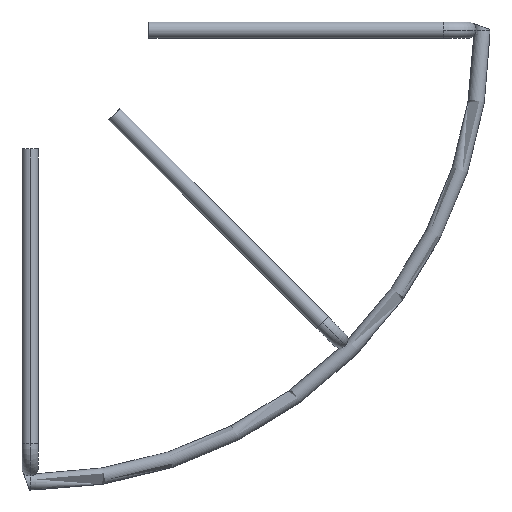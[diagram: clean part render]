
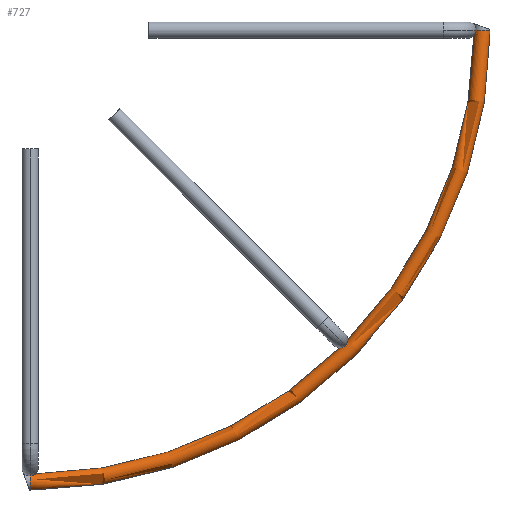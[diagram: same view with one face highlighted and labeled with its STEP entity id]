
A CAD part, front view. The second image highlights one B-rep face of the part: STEP entity #727.
In plain terms, the highlighted toroidal (fillet/blend) face has major radius 106.4 mm and minor radius 1.9 mm.
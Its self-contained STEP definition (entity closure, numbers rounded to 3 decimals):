
#53 = CARTESIAN_POINT ( 'NONE',  ( 104.974, -63.158, -0.357 ) ) ;
#155 = VERTEX_POINT ( 'NONE', #1217 ) ;
#190 = DIRECTION ( 'NONE',  ( 0., 1., 0. ) ) ;
#212 = CARTESIAN_POINT ( 'NONE',  ( 104.814, -62.953, -0.823 ) ) ;
#218 = CARTESIAN_POINT ( 'NONE',  ( 74.639, -63.039, -73.677 ) ) ;
#235 = DIRECTION ( 'NONE',  ( 0., 1., 0. ) ) ;
#296 = EDGE_CURVE ( 'NONE', #1837, #1600, #772, .T. ) ;
#352 = CARTESIAN_POINT ( 'NONE',  ( 104.612, -62.581, -1.153 ) ) ;
#357 = CARTESIAN_POINT ( 'NONE',  ( 105., -63.185, -0.18 ) ) ;
#367 = CARTESIAN_POINT ( 'NONE',  ( 1.181, -62.502, -104.589 ) ) ;
#381 = CARTESIAN_POINT ( 'NONE',  ( 73.529, -62.961, -74.702 ) ) ;
#388 = CARTESIAN_POINT ( 'NONE',  ( 1.293, -61.9, -104.492 ) ) ;
#391 = CARTESIAN_POINT ( 'NONE',  ( 73.332, -62.787, -74.755 ) ) ;
#409 = CARTESIAN_POINT ( 'NONE',  ( 73.273, -62.722, -74.767 ) ) ;
#414 = CARTESIAN_POINT ( 'NONE',  ( 1.293, -62.079, -104.492 ) ) ;
#429 = CARTESIAN_POINT ( 'NONE',  ( 73.167, -62.58, -74.785 ) ) ;
#431 = CARTESIAN_POINT ( 'NONE',  ( 1.266, -62.257, -104.519 ) ) ;
#467 = AXIS2_PLACEMENT_3D ( 'NONE', #1549, #1406, #569 ) ;
#468 = CARTESIAN_POINT ( 'NONE',  ( 73.121, -62.502, -74.79 ) ) ;
#473 = VERTEX_POINT ( 'NONE', #640 ) ;
#477 = EDGE_CURVE ( 'NONE', #155, #1064, #1026, .T. ) ;
#487 = CARTESIAN_POINT ( 'NONE',  ( 74.697, -62.953, -73.533 ) ) ;
#496 = CARTESIAN_POINT ( 'NONE',  ( 1.145, -62.578, -104.617 ) ) ;
#519 = CARTESIAN_POINT ( 'NONE',  ( 104.523, -62.252, -1.259 ) ) ;
#545 = CARTESIAN_POINT ( 'NONE',  ( 0., -61.9, 0. ) ) ;
#569 = DIRECTION ( 'NONE',  ( 0., 0., 1. ) ) ;
#571 = CARTESIAN_POINT ( 'NONE',  ( 74.719, -62.903, -73.463 ) ) ;
#586 = CARTESIAN_POINT ( 'NONE',  ( 1.057, -62.721, -104.679 ) ) ;
#594 = CARTESIAN_POINT ( 'NONE',  ( 0., -61.9, -108.3 ) ) ;
#627 = CARTESIAN_POINT ( 'NONE',  ( 0.439, -63.13, -104.951 ) ) ;
#635 = EDGE_CURVE ( 'NONE', #473, #1064, #1874, .T. ) ;
#640 = CARTESIAN_POINT ( 'NONE',  ( 108.3, -61.9, 0. ) ) ;
#664 = ORIENTED_EDGE ( 'NONE', *, *, #1239, .T. ) ;
#709 = EDGE_CURVE ( 'NONE', #1119, #1442, #1303, .T. ) ;
#714 = CARTESIAN_POINT ( 'NONE',  ( 105., -63.185, 0. ) ) ;
#727 = ADVANCED_FACE ( 'NONE', ( #730 ), #977, .T. ) ;
#728 = ORIENTED_EDGE ( 'NONE', *, *, #1967, .F. ) ;
#730 = FACE_OUTER_BOUND ( 'NONE', #1069, .T. ) ;
#734 = DIRECTION ( 'NONE',  ( 0., 0., 1. ) ) ;
#766 = CARTESIAN_POINT ( 'NONE',  ( 106.4, -61.9, 0. ) ) ;
#772 = CIRCLE ( 'NONE', #1867, 104.5 ) ;
#794 = ORIENTED_EDGE ( 'NONE', *, *, #709, .F. ) ;
#798 = ORIENTED_EDGE ( 'NONE', *, *, #1730, .F. ) ;
#811 = CIRCLE ( 'NONE', #1763, 1.9 ) ;
#827 = ORIENTED_EDGE ( 'NONE', *, *, #1266, .F. ) ;
#858 = CARTESIAN_POINT ( 'NONE',  ( 0.09, -63.185, -105. ) ) ;
#891 = CARTESIAN_POINT ( 'NONE',  ( 0.352, -63.151, -104.969 ) ) ;
#905 = CARTESIAN_POINT ( 'NONE',  ( 72.973, -61.9, -74.801 ) ) ;
#916 = CARTESIAN_POINT ( 'NONE',  ( 105., -63.185, 0. ) ) ;
#922 = CARTESIAN_POINT ( 'NONE',  ( 0.683, -63.046, -104.881 ) ) ;
#943 = CARTESIAN_POINT ( 'NONE',  ( 0., -63.185, -105. ) ) ;
#957 = CARTESIAN_POINT ( 'NONE',  ( 0.178, -63.178, -104.994 ) ) ;
#977 = TOROIDAL_SURFACE ( 'NONE', #1761, 106.4, 1.9 ) ;
#978 = B_SPLINE_CURVE_WITH_KNOTS ( 'NONE', 3,
 ( #943, #858, #957, #891, #627, #922, #1185, #1049, #586, #496, #367, #431, #414, #388 ),
 .UNSPECIFIED., .F., .F.,
 ( 4, 2, 2, 2, 2, 2, 4 ),
 ( 0., 0., 0.001, 0.001, 0.001, 0.002, 0.002 ),
 .UNSPECIFIED. ) ;
#1026 = CIRCLE ( 'NONE', #1199, 1.9 ) ;
#1037 = CARTESIAN_POINT ( 'NONE',  ( 1.293, -61.9, -104.492 ) ) ;
#1049 = CARTESIAN_POINT ( 'NONE',  ( 1.005, -62.787, -104.714 ) ) ;
#1063 = CARTESIAN_POINT ( 'NONE',  ( 104.78, -62.901, -0.89 ) ) ;
#1064 = VERTEX_POINT ( 'NONE', #594 ) ;
#1069 = EDGE_LOOP ( 'NONE', ( #1713, #827, #794, #664, #798, #1969, #728, #1903 ) ) ;
#1119 = VERTEX_POINT ( 'NONE', #1773 ) ;
#1185 = CARTESIAN_POINT ( 'NONE',  ( 0.83, -62.96, -104.814 ) ) ;
#1199 = AXIS2_PLACEMENT_3D ( 'NONE', #1211, #1575, #1813 ) ;
#1209 = CARTESIAN_POINT ( 'NONE',  ( 104.876, -63.038, -0.68 ) ) ;
#1211 = CARTESIAN_POINT ( 'NONE',  ( 0., -61.9, -106.4 ) ) ;
#1217 = CARTESIAN_POINT ( 'NONE',  ( 0., -63.185, -105. ) ) ;
#1227 = DIRECTION ( 'NONE',  ( 0., 0., 1. ) ) ;
#1228 = CARTESIAN_POINT ( 'NONE',  ( 73.68, -63.047, -74.645 ) ) ;
#1239 = EDGE_CURVE ( 'NONE', #1119, #1646, #1876, .T. ) ;
#1266 = EDGE_CURVE ( 'NONE', #1442, #473, #811, .T. ) ;
#1275 = CARTESIAN_POINT ( 'NONE',  ( 74.373, -63.184, -74.12 ) ) ;
#1288 = CARTESIAN_POINT ( 'NONE',  ( 73.977, -63.158, -74.479 ) ) ;
#1295 = CARTESIAN_POINT ( 'NONE',  ( 74.481, -63.158, -73.974 ) ) ;
#1303 = B_SPLINE_CURVE_WITH_KNOTS ( 'NONE', 3,
 ( #1888, #1890, #1632, #519, #1505, #352, #1365, #1063, #212, #1209, #1373, #53, #357, #714 ),
 .UNSPECIFIED., .F., .F.,
 ( 4, 2, 2, 2, 2, 2, 4 ),
 ( 0.002, 0.002, 0.003, 0.003, 0.003, 0.004, 0.004 ),
 .UNSPECIFIED. ) ;
#1328 = CARTESIAN_POINT ( 'NONE',  ( 74.122, -63.185, -74.371 ) ) ;
#1356 = DIRECTION ( 'NONE',  ( 0., 0., 1. ) ) ;
#1365 = CARTESIAN_POINT ( 'NONE',  ( 104.679, -62.727, -1.065 ) ) ;
#1373 = CARTESIAN_POINT ( 'NONE',  ( 104.904, -63.074, -0.603 ) ) ;
#1406 = DIRECTION ( 'NONE',  ( 0., 1., 0. ) ) ;
#1441 = CARTESIAN_POINT ( 'NONE',  ( 74.801, -61.9, -72.973 ) ) ;
#1442 = VERTEX_POINT ( 'NONE', #916 ) ;
#1505 = CARTESIAN_POINT ( 'NONE',  ( 104.542, -62.338, -1.238 ) ) ;
#1549 = CARTESIAN_POINT ( 'NONE',  ( 0., -61.9, 0. ) ) ;
#1575 = DIRECTION ( 'NONE',  ( 1., 0., 0. ) ) ;
#1600 = VERTEX_POINT ( 'NONE', #1037 ) ;
#1632 = CARTESIAN_POINT ( 'NONE',  ( 104.498, -62.078, -1.286 ) ) ;
#1639 = CARTESIAN_POINT ( 'NONE',  ( 0., -61.9, 0. ) ) ;
#1646 = VERTEX_POINT ( 'NONE', #1441 ) ;
#1660 = CARTESIAN_POINT ( 'NONE',  ( 74.801, -61.9, -72.973 ) ) ;
#1670 = CARTESIAN_POINT ( 'NONE',  ( 74.801, -62.078, -72.973 ) ) ;
#1673 = CARTESIAN_POINT ( 'NONE',  ( 0., -61.9, 0. ) ) ;
#1676 = CARTESIAN_POINT ( 'NONE',  ( 74.787, -62.581, -73.157 ) ) ;
#1705 = CARTESIAN_POINT ( 'NONE',  ( 74.773, -62.727, -73.266 ) ) ;
#1713 = ORIENTED_EDGE ( 'NONE', *, *, #635, .F. ) ;
#1714 = CARTESIAN_POINT ( 'NONE',  ( 74.801, -62.257, -73.01 ) ) ;
#1730 = EDGE_CURVE ( 'NONE', #1837, #1646, #1855, .T. ) ;
#1759 = CARTESIAN_POINT ( 'NONE',  ( 73.011, -62.259, -74.801 ) ) ;
#1761 = AXIS2_PLACEMENT_3D ( 'NONE', #1639, #1770, #1895 ) ;
#1763 = AXIS2_PLACEMENT_3D ( 'NONE', #766, #1356, #1785 ) ;
#1770 = DIRECTION ( 'NONE',  ( 0., 1., 0. ) ) ;
#1773 = CARTESIAN_POINT ( 'NONE',  ( 104.492, -61.9, -1.293 ) ) ;
#1774 = CARTESIAN_POINT ( 'NONE',  ( 72.973, -62.079, -74.801 ) ) ;
#1785 = DIRECTION ( 'NONE',  ( 1., 0., 0. ) ) ;
#1813 = DIRECTION ( 'NONE',  ( 0., 0., -1. ) ) ;
#1837 = VERTEX_POINT ( 'NONE', #1880 ) ;
#1851 = AXIS2_PLACEMENT_3D ( 'NONE', #1673, #190, #734 ) ;
#1855 = B_SPLINE_CURVE_WITH_KNOTS ( 'NONE', 3,
 ( #905, #1774, #1759, #468, #429, #409, #391, #381, #1228, #1288, #1328, #1275, #1295, #1930, #218, #487, #571, #1705, #1676, #1714, #1670, #1660 ),
 .UNSPECIFIED., .F., .F.,
 ( 4, 2, 2, 2, 2, 2, 2, 2, 2, 2, 4 ),
 ( 0.008, 0.009, 0.009, 0.009, 0.01, 0.01, 0.011, 0.011, 0.011, 0.012, 0.012 ),
 .UNSPECIFIED. ) ;
#1867 = AXIS2_PLACEMENT_3D ( 'NONE', #545, #235, #1227 ) ;
#1874 = CIRCLE ( 'NONE', #467, 108.3 ) ;
#1876 = CIRCLE ( 'NONE', #1851, 104.5 ) ;
#1880 = CARTESIAN_POINT ( 'NONE',  ( 72.973, -61.9, -74.801 ) ) ;
#1888 = CARTESIAN_POINT ( 'NONE',  ( 104.492, -61.9, -1.293 ) ) ;
#1890 = CARTESIAN_POINT ( 'NONE',  ( 104.492, -61.989, -1.293 ) ) ;
#1895 = DIRECTION ( 'NONE',  ( 0., 0., 1. ) ) ;
#1903 = ORIENTED_EDGE ( 'NONE', *, *, #477, .T. ) ;
#1930 = CARTESIAN_POINT ( 'NONE',  ( 74.604, -63.074, -73.753 ) ) ;
#1967 = EDGE_CURVE ( 'NONE', #155, #1600, #978, .T. ) ;
#1969 = ORIENTED_EDGE ( 'NONE', *, *, #296, .T. ) ;
